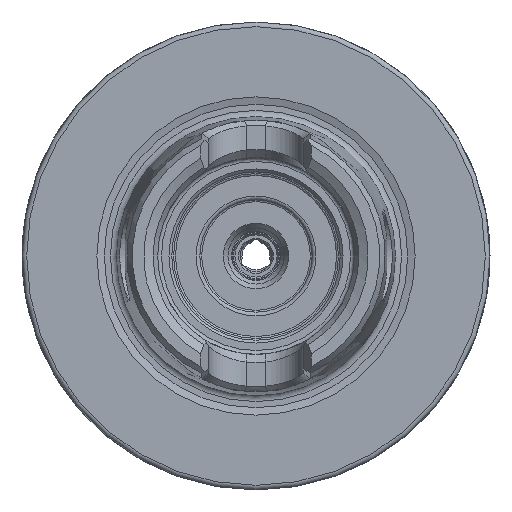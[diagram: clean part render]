
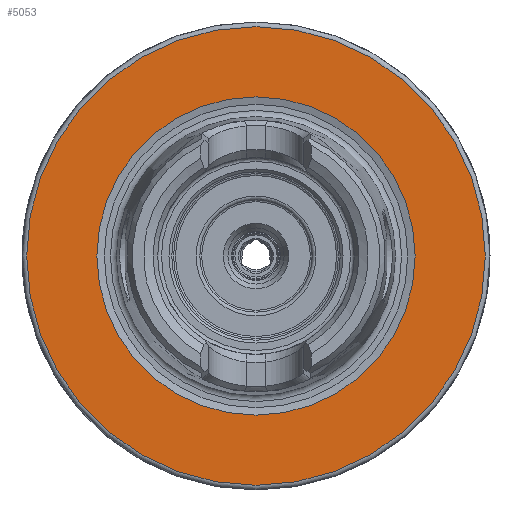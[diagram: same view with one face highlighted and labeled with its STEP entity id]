
A CAD part, left-side view. The second image highlights one B-rep face of the part: STEP entity #5053.
In plain terms, the highlighted planar face has unit normal (-1, 0, 0).
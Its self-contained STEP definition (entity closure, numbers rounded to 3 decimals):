
#5019=CARTESIAN_POINT('',(0.0,17.,0.0));
#5020=VERTEX_POINT('',#5019);
#5021=CARTESIAN_POINT('',(0.0,0.0,0.0));
#5022=DIRECTION('',(1.0,0.0,0.0));
#5023=DIRECTION('',(0.0,1.0,0.0));
#5024=AXIS2_PLACEMENT_3D('',#5021,#5022,#5023);
#5025=CIRCLE('',#5024,17.);
#5026=EDGE_CURVE('',#5020,#5020,#5025,.T.);
#5034=CARTESIAN_POINT('',(0.0,20.75,0.0));
#5035=DIRECTION('',(-1.0,0.0,0.0));
#5036=DIRECTION('',(0.0,0.0,1.0));
#5037=AXIS2_PLACEMENT_3D('',#5034,#5035,#5036);
#5038=PLANE('',#5037);
#5039=CARTESIAN_POINT('',(0.0,24.5,0.0));
#5040=VERTEX_POINT('',#5039);
#5041=CARTESIAN_POINT('',(0.0,0.0,0.0));
#5042=DIRECTION('',(1.0,0.0,0.0));
#5043=DIRECTION('',(0.0,1.0,0.0));
#5044=AXIS2_PLACEMENT_3D('',#5041,#5042,#5043);
#5045=CIRCLE('',#5044,24.5);
#5046=EDGE_CURVE('',#5040,#5040,#5045,.T.);
#5047=ORIENTED_EDGE('',*,*,#5046,.F.);
#5048=EDGE_LOOP('',(#5047));
#5049=FACE_OUTER_BOUND('',#5048,.T.);
#5050=ORIENTED_EDGE('',*,*,#5026,.T.);
#5051=EDGE_LOOP('',(#5050));
#5052=FACE_BOUND('',#5051,.T.);
#5053=ADVANCED_FACE('',(#5049,#5052),#5038,.T.);
